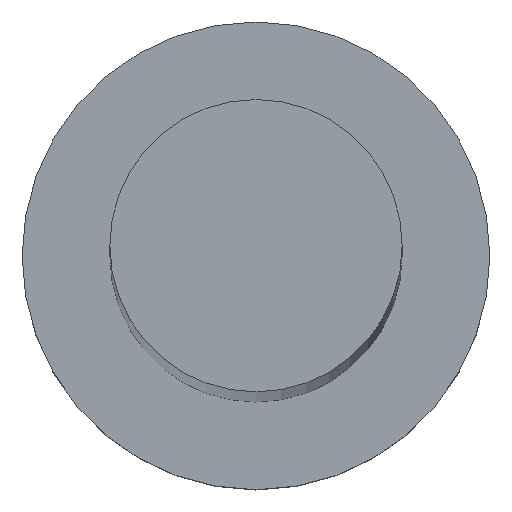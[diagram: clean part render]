
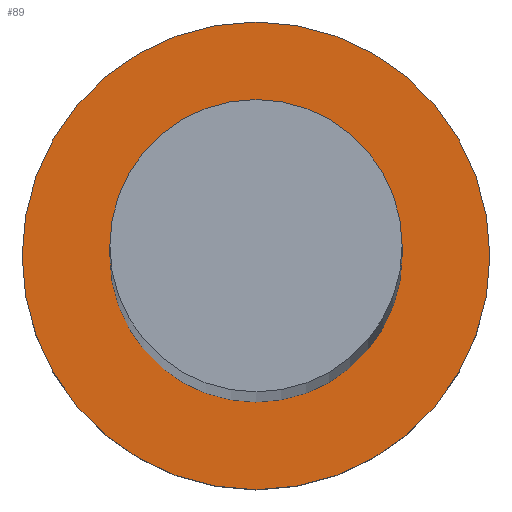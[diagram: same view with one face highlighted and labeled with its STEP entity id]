
A CAD part, top view. The second image highlights one B-rep face of the part: STEP entity #89.
In plain terms, the highlighted planar face has unit normal (0, 0, 1).
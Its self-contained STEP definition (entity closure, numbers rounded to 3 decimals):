
#14 = EDGE_CURVE ( 'NONE', #185, #28, #255, .T. ) ;
#27 = CARTESIAN_POINT ( 'NONE',  ( 0., 0., 5. ) ) ;
#28 = VERTEX_POINT ( 'NONE', #111 ) ;
#36 = ORIENTED_EDGE ( 'NONE', *, *, #117, .F. ) ;
#41 = VERTEX_POINT ( 'NONE', #116 ) ;
#42 = DIRECTION ( 'NONE',  ( 1., 0., 0. ) ) ;
#55 = DIRECTION ( 'NONE',  ( 1., 0., 0. ) ) ;
#60 = DIRECTION ( 'NONE',  ( 0., 0., 1. ) ) ;
#61 = AXIS2_PLACEMENT_3D ( 'NONE', #27, #175, #172 ) ;
#62 = CARTESIAN_POINT ( 'NONE',  ( 8., 0., 5. ) ) ;
#71 = AXIS2_PLACEMENT_3D ( 'NONE', #200, #60, #236 ) ;
#75 = PLANE ( 'NONE',  #121 ) ;
#77 = DIRECTION ( 'NONE',  ( 1., 0., 0. ) ) ;
#89 = ADVANCED_FACE ( 'NONE', ( #188, #96 ), #75, .T. ) ;
#91 = AXIS2_PLACEMENT_3D ( 'NONE', #93, #187, #55 ) ;
#93 = CARTESIAN_POINT ( 'NONE',  ( 0., 0., 5. ) ) ;
#94 = EDGE_LOOP ( 'NONE', ( #36, #97 ) ) ;
#96 = FACE_OUTER_BOUND ( 'NONE', #168, .T. ) ;
#97 = ORIENTED_EDGE ( 'NONE', *, *, #189, .F. ) ;
#111 = CARTESIAN_POINT ( 'NONE',  ( -8., 0., 5. ) ) ;
#116 = CARTESIAN_POINT ( 'NONE',  ( -5., 0., 5. ) ) ;
#117 = EDGE_CURVE ( 'NONE', #41, #158, #203, .T. ) ;
#118 = CARTESIAN_POINT ( 'NONE',  ( 5., 0., 5. ) ) ;
#121 = AXIS2_PLACEMENT_3D ( 'NONE', #169, #250, #77 ) ;
#127 = EDGE_CURVE ( 'NONE', #28, #185, #191, .T. ) ;
#133 = CIRCLE ( 'NONE', #61, 5. ) ;
#156 = DIRECTION ( 'NONE',  ( 0., 0., 1. ) ) ;
#158 = VERTEX_POINT ( 'NONE', #118 ) ;
#168 = EDGE_LOOP ( 'NONE', ( #231, #214 ) ) ;
#169 = CARTESIAN_POINT ( 'NONE',  ( 0., 0., 5. ) ) ;
#172 = DIRECTION ( 'NONE',  ( 1., 0., 0. ) ) ;
#175 = DIRECTION ( 'NONE',  ( 0., 0., 1. ) ) ;
#185 = VERTEX_POINT ( 'NONE', #62 ) ;
#187 = DIRECTION ( 'NONE',  ( 0., 0., 1. ) ) ;
#188 = FACE_BOUND ( 'NONE', #94, .T. ) ;
#189 = EDGE_CURVE ( 'NONE', #158, #41, #133, .T. ) ;
#191 = CIRCLE ( 'NONE', #71, 8. ) ;
#193 = CARTESIAN_POINT ( 'NONE',  ( 0., 0., 5. ) ) ;
#200 = CARTESIAN_POINT ( 'NONE',  ( 0., 0., 5. ) ) ;
#203 = CIRCLE ( 'NONE', #238, 5. ) ;
#214 = ORIENTED_EDGE ( 'NONE', *, *, #14, .T. ) ;
#231 = ORIENTED_EDGE ( 'NONE', *, *, #127, .T. ) ;
#236 = DIRECTION ( 'NONE',  ( 1., 0., 0. ) ) ;
#238 = AXIS2_PLACEMENT_3D ( 'NONE', #193, #156, #42 ) ;
#250 = DIRECTION ( 'NONE',  ( 0., 0., 1. ) ) ;
#255 = CIRCLE ( 'NONE', #91, 8. ) ;
